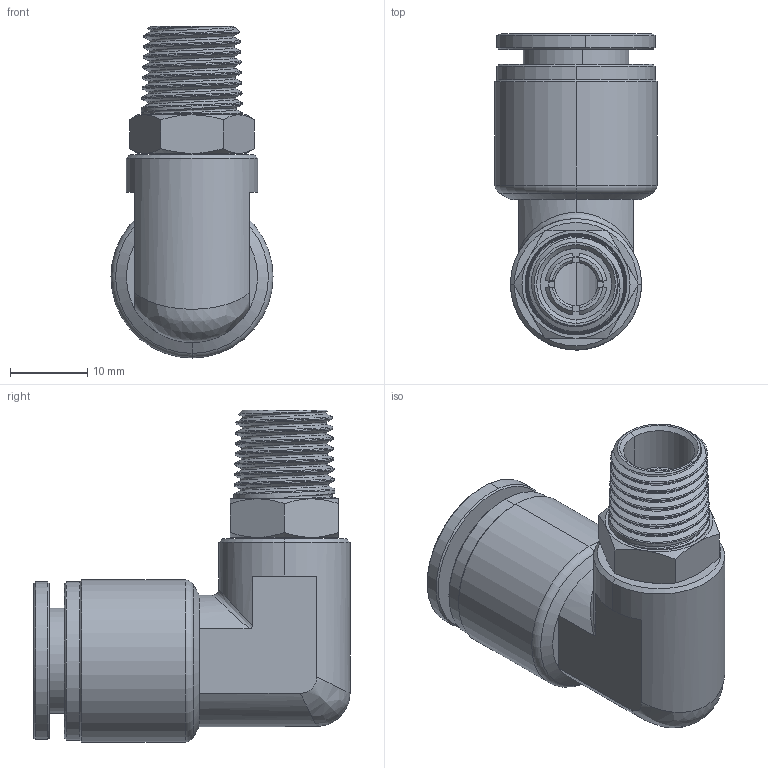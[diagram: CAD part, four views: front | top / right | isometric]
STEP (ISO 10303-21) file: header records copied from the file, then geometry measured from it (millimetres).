
FILE_DESCRIPTION (( 'STEP AP214' ), '1' );
FILE_NAME ('MES12R1-4W.STEP', '2018-07-20T16:52:25', ( '' ), ( '' ), 'SwSTEP 2.0', 'SolidWorks 2016', '' );
FILE_SCHEMA (( 'AUTOMOTIVE_DESIGN' ));
Length unit declared in the file: millimetre
Products named in the file (1): MES12R1-4W
Bounding box: 21 x 40.93 x 43 mm (x, y, z)
Volume: 9505.2 mm3; surface area: 10548.6 mm2
Topology: 7 solids, 7 shells, 562 faces, 1538 edges, 998 vertices
Faces by surface type: plane 200, cone 177, bspline 92, cylinder 89, torus 4
Entity records: 31713 total; most frequent: CARTESIAN_POINT 12381, ORIENTED_EDGE 3072, DIRECTION 2326, EDGE_CURVE 1536, VERTEX_POINT 998, AXIS2_PLACEMENT_3D 937, B_SPLINE_CURVE_WITH_KNOTS 587, EDGE_LOOP 586
